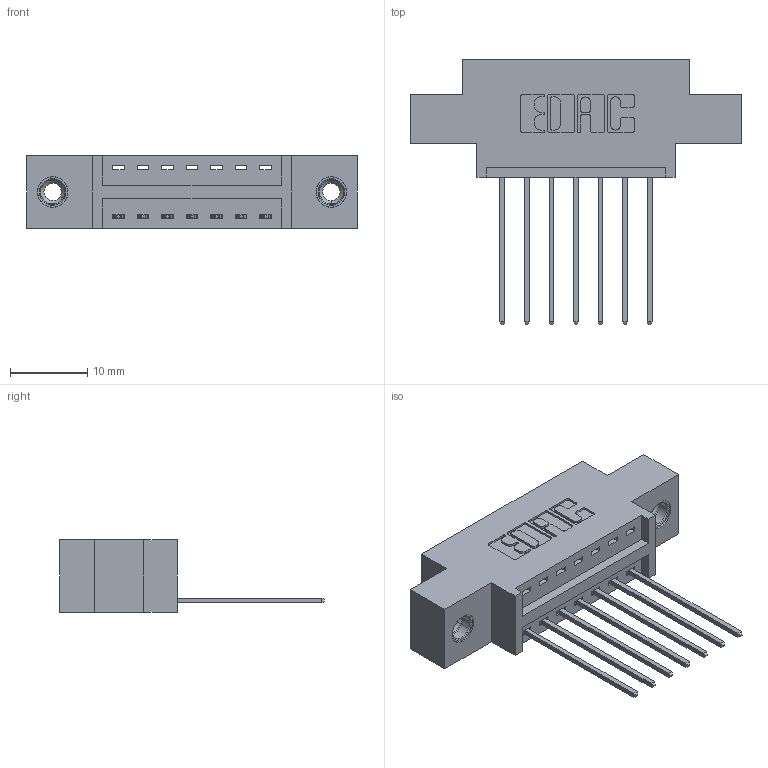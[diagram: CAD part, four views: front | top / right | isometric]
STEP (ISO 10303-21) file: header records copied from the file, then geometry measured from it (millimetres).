
FILE_DESCRIPTION (( 'STEP AP203' ), '1' );
FILE_NAME ('346-007-541-608.STEP', '2022-05-04T20:13:22', ( '' ), ( '' ), 'SwSTEP 2.0', 'SolidWorks 2020', '' );
FILE_SCHEMA (( 'CONFIG_CONTROL_DESIGN' ));
Length unit declared in the file: inch
Products named in the file (4): 346 Part_0.170 Offset - 0.156 Dia-TI; 345-250-001_345-250-003-102; 345-292-001_345-293-141; 346-007-541-608
Assembly tree (10 placements, depth 2):
  346-007-541-608
    346 Part_0.170 Offset - 0.156 Dia-TI
    345-292-001_345-293-141  x7
    345-250-001_345-250-003-102  x2
Bounding box: 42.8 x 34.29 x 9.4 mm (x, y, z)
Volume: 3717.6 mm3; surface area: 4589 mm2
Topology: 10 solids, 10 shells, 592 faces, 1709 edges, 1122 vertices
Faces by surface type: plane 392, cylinder 184, cone 12, torus 4
Entity records: 10392 total; most frequent: CARTESIAN_POINT 1776, ORIENTED_EDGE 1710, DIRECTION 1635, EDGE_CURVE 855, LINE 675, VECTOR 675, VERTEX_POINT 564, AXIS2_PLACEMENT_3D 480
